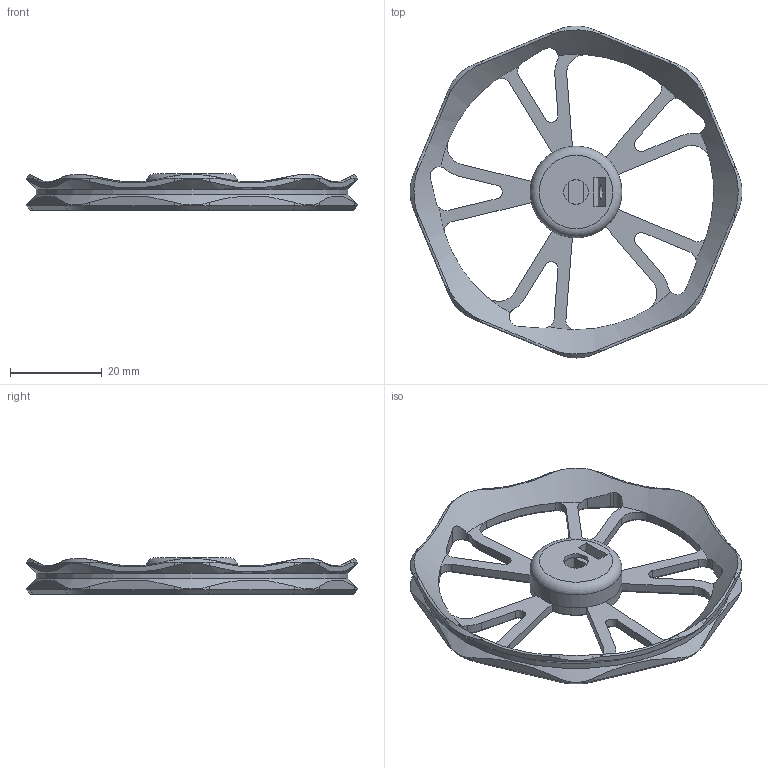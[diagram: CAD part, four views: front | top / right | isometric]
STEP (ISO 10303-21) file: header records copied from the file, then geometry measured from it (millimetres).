
FILE_DESCRIPTION(('FreeCAD Model'),'2;1');
FILE_NAME('OctoRueda_v2.step','2017-01-26T23:16:33',('Diego Lale'),('Lalebots'), 'Open CASCADE STEP processor 6.8','FreeCAD','Unknown');
FILE_SCHEMA(('AUTOMOTIVE_DESIGN_CC2 { 1 2 10303 214 -1 1 5 4 }'));
Length unit declared in the file: millimetre
Products named in the file (2): ASSEMBLY; Chamfer002
Assembly tree (1 placements, depth 2):
  ASSEMBLY
    Chamfer002
Bounding box: 72.35 x 72.35 x 8 mm (x, y, z)
Volume: 7780.1 mm3; surface area: 7414.5 mm2
Topology: 1 solids, 1 shells, 253 faces, 658 edges, 399 vertices
Faces by surface type: plane 108, cone 69, cylinder 67, bspline 8, torus 1
Full cylindrical faces by diameter (mm): 3.2 x2, 5.4 x1, 20 x1, 68 x1
Entity records: 27536 total; most frequent: CARTESIAN_POINT 15169, DIRECTION 2113, ORIENTED_EDGE 1316, PCURVE 1316, DEFINITIONAL_REPRESENTATION 1316, LINE 1048, VECTOR 1048, EDGE_CURVE 658
